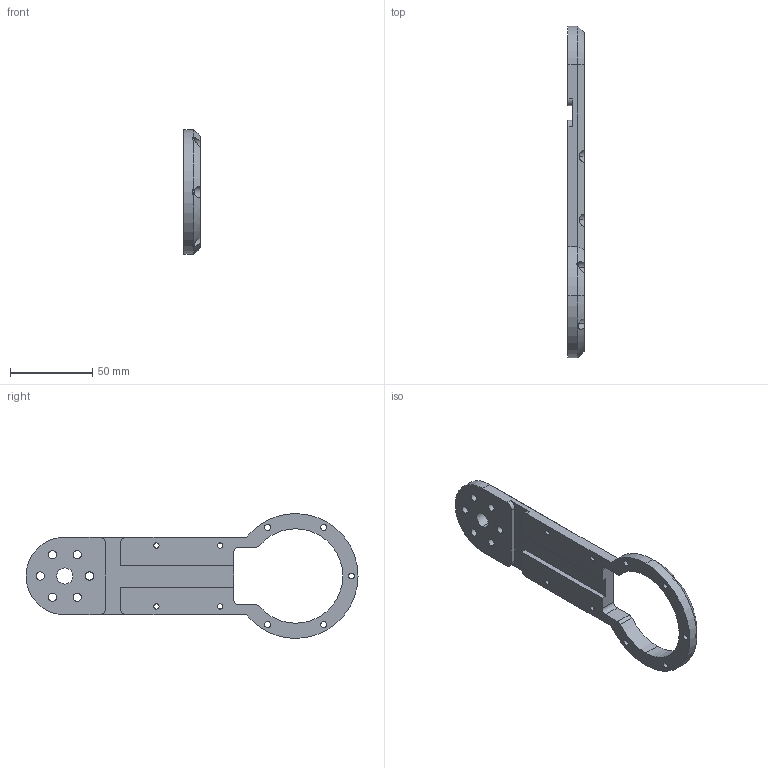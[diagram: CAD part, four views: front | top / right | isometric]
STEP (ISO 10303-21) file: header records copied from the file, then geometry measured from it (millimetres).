
FILE_DESCRIPTION (( 'STEP AP214' ), '1' );
FILE_NAME ('苤虯 2跺.STEP', '2024-11-26T13:53:00', ( '' ), ( '' ), 'SwSTEP 2.0', 'SolidWorks 2020', '' );
FILE_SCHEMA (( 'AUTOMOTIVE_DESIGN' ));
Length unit declared in the file: millimetre
Products named in the file (1): 苤虯 2跺
Bounding box: 10 x 202.12 x 75.99 mm (x, y, z)
Volume: 61240.4 mm3; surface area: 23301.8 mm2
Topology: 1 solids, 1 shells, 112 faces, 309 edges, 204 vertices
Faces by surface type: cylinder 77, plane 31, cone 4
Entity records: 3908 total; most frequent: CARTESIAN_POINT 835, DIRECTION 676, ORIENTED_EDGE 618, EDGE_CURVE 309, AXIS2_PLACEMENT_3D 275, VERTEX_POINT 204, CIRCLE 162, EDGE_LOOP 151
